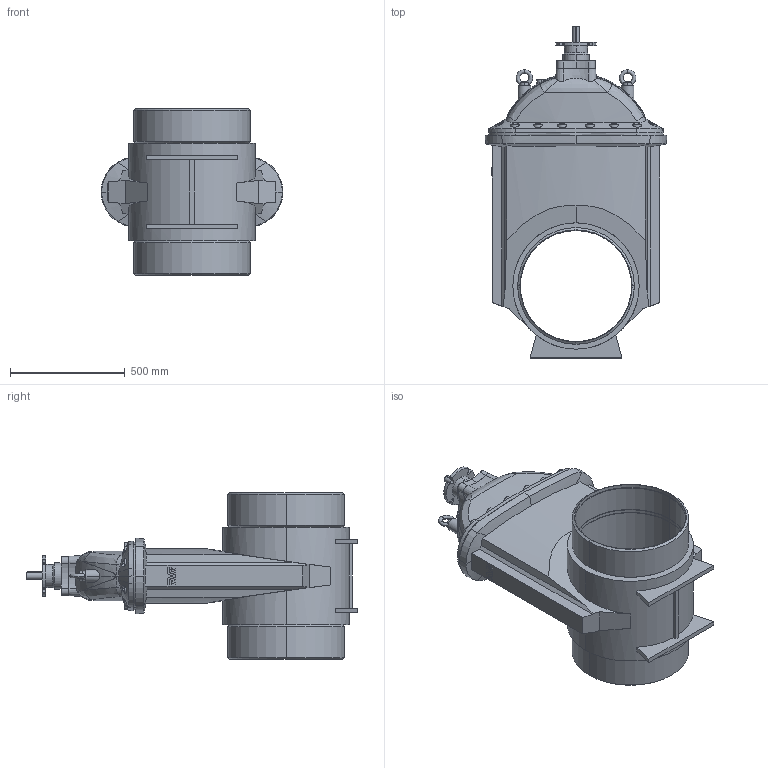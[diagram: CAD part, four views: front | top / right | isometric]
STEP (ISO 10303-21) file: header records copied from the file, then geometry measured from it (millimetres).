
FILE_DESCRIPTION (( 'STEP AP203' ), '1' );
FILE_NAME ('O_46_70_DN500_AA0_step.step', '2015-09-17T07:53:35', ( 'Windows User' ), ( 'AVK' ), 'SwSTEP 2.0', 'SolidWorks 2012', '' );
FILE_SCHEMA (( 'CONFIG_CONTROL_DESIGN' ));
Length unit declared in the file: millimetre
Products named in the file (1): O_46_70_DN500_AA0_step
Bounding box: 792 x 1446 x 726 mm (x, y, z)
Volume: 133163903.4 mm3; surface area: 4083311.9 mm2
Topology: 1 solids, 1 shells, 443 faces, 1151 edges, 737 vertices
Faces by surface type: cylinder 127, cone 127, plane 125, bspline 48, torus 16
Entity records: 21199 total; most frequent: CARTESIAN_POINT 10644, ORIENTED_EDGE 2302, DIRECTION 2072, EDGE_CURVE 1151, AXIS2_PLACEMENT_3D 813, VERTEX_POINT 737, EDGE_LOOP 476, LINE 446
